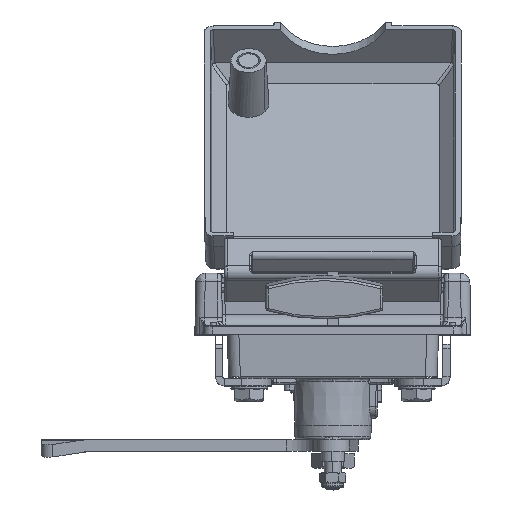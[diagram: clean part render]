
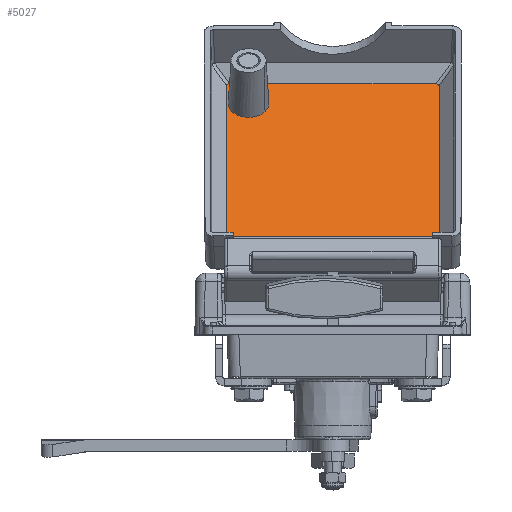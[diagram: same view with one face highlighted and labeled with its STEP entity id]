
A CAD part, top view. The second image highlights one B-rep face of the part: STEP entity #5027.
In plain terms, the highlighted planar face has unit normal (0, 0.733, 0.681).
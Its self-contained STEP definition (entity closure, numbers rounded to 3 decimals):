
#812 = CARTESIAN_POINT ( 'NONE',  ( -40.771, 70.267, -186.174 ) ) ;
#1373 = CARTESIAN_POINT ( 'NONE',  ( -38.872, 66.625, -182.253 ) ) ;
#1966 = VERTEX_POINT ( 'NONE', #10626 ) ;
#2076 = VECTOR ( 'NONE', #11719, 1000. ) ;
#2707 = VERTEX_POINT ( 'NONE', #41679 ) ;
#2823 = EDGE_CURVE ( 'NONE', #33181, #29305, #25121, .T. ) ;
#4774 = VERTEX_POINT ( 'NONE', #6426 ) ;
#4790 = CARTESIAN_POINT ( 'NONE',  ( -40.771, 69.84, -185.714 ) ) ;
#4981 = CARTESIAN_POINT ( 'NONE',  ( 32.036, 8.959, -120.173 ) ) ;
#5027 = ADVANCED_FACE ( 'NONE', ( #25278, #5097 ), #38658, .F. ) ;
#5097 = FACE_OUTER_BOUND ( 'NONE', #33547, .T. ) ;
#5665 = CARTESIAN_POINT ( 'NONE',  ( -40.771, 9.386, -120.633 ) ) ;
#6426 = CARTESIAN_POINT ( 'NONE',  ( -39.781, 70.514, -186.439 ) ) ;
#6453 = DIRECTION ( 'NONE',  ( 1., 0., 0. ) ) ;
#7108 = CARTESIAN_POINT ( 'NONE',  ( -48.368, 70.514, -186.439 ) ) ;
#7352 = ORIENTED_EDGE ( 'NONE', *, *, #20222, .F. ) ;
#7428 = CARTESIAN_POINT ( 'NONE',  ( -39.781, 70.514, -186.439 ) ) ;
#7442 = ORIENTED_EDGE ( 'NONE', *, *, #9531, .F. ) ;
#7625 = CARTESIAN_POINT ( 'NONE',  ( 32.036, 9.386, -120.633 ) ) ;
#7700 = EDGE_LOOP ( 'NONE', ( #23816, #7442 ) ) ;
#8061 = CARTESIAN_POINT ( 'NONE',  ( -40.771, 3.543, -114.342 ) ) ;
#8240 = VECTOR ( 'NONE', #27805, 1000. ) ;
#8505 = CARTESIAN_POINT ( 'NONE',  ( -48.368, 8.713, -119.907 ) ) ;
#9113 = CARTESIAN_POINT ( 'NONE',  ( -33.24, 63.796, -179.208 ) ) ;
#9156 = ORIENTED_EDGE ( 'NONE', *, *, #20026, .T. ) ;
#9507 =( BOUNDED_CURVE ( )  B_SPLINE_CURVE ( 3, ( #7428, #27163, #812, #34612 ),
 .UNSPECIFIED., .F., .T. ) 
 B_SPLINE_CURVE_WITH_KNOTS ( ( 4, 4 ),
 ( 2.618, 3.665 ),
 .UNSPECIFIED. ) 
 CURVE ( )  GEOMETRIC_REPRESENTATION_ITEM ( )  RATIONAL_B_SPLINE_CURVE ( ( 1., 0.911, 0.911, 1. ) ) 
 REPRESENTATION_ITEM ( '' )  );
#9531 = EDGE_CURVE ( 'NONE', #14366, #31245, #25197, .T. ) ;
#9608 = ORIENTED_EDGE ( 'NONE', *, *, #9709, .F. ) ;
#9709 = EDGE_CURVE ( 'NONE', #2707, #40140, #31674, .T. ) ;
#10626 = CARTESIAN_POINT ( 'NONE',  ( 31.046, 8.713, -119.907 ) ) ;
#11649 = ORIENTED_EDGE ( 'NONE', *, *, #30364, .T. ) ;
#11719 = DIRECTION ( 'NONE',  ( 0., -0.681, 0.733 ) ) ;
#12467 = CARTESIAN_POINT ( 'NONE',  ( -40.771, 8.959, -120.173 ) ) ;
#12662 = AXIS2_PLACEMENT_3D ( 'NONE', #40261, #36965, #23365 ) ;
#12985 = AXIS2_PLACEMENT_3D ( 'NONE', #18908, #39293, #15391 ) ;
#13456 = LINE ( 'NONE', #7108, #20505 ) ;
#14366 = VERTEX_POINT ( 'NONE', #1373 ) ;
#14605 = LINE ( 'NONE', #8061, #8240 ) ;
#14767 = EDGE_CURVE ( 'NONE', #31245, #14366, #29491, .T. ) ;
#15213 = CARTESIAN_POINT ( 'NONE',  ( 32.036, 3.543, -114.342 ) ) ;
#15391 = DIRECTION ( 'NONE',  ( 1., 0., 0. ) ) ;
#16173 = CARTESIAN_POINT ( 'NONE',  ( -39.781, 8.713, -119.907 ) ) ;
#16736 = AXIS2_PLACEMENT_3D ( 'NONE', #9113, #33229, #29947 ) ;
#17696 =( BOUNDED_CURVE ( )  B_SPLINE_CURVE ( 3, ( #36860, #36418, #40581, #33357 ),
 .UNSPECIFIED., .F., .T. ) 
 B_SPLINE_CURVE_WITH_KNOTS ( ( 4, 4 ),
 ( 2.618, 3.665 ),
 .UNSPECIFIED. ) 
 CURVE ( )  GEOMETRIC_REPRESENTATION_ITEM ( )  RATIONAL_B_SPLINE_CURVE ( ( 1., 0.911, 0.911, 1. ) ) 
 REPRESENTATION_ITEM ( '' )  );
#18908 = CARTESIAN_POINT ( 'NONE',  ( -48.368, 3.543, -114.342 ) ) ;
#19142 = EDGE_CURVE ( 'NONE', #1966, #40140, #35002, .T. ) ;
#20026 = EDGE_CURVE ( 'NONE', #4774, #37444, #9507, .T. ) ;
#20222 = EDGE_CURVE ( 'NONE', #1966, #29305, #28485, .T. ) ;
#20505 = VECTOR ( 'NONE', #6453, 1000. ) ;
#20743 = CARTESIAN_POINT ( 'NONE',  ( -39.781, 8.713, -119.907 ) ) ;
#23365 = DIRECTION ( 'NONE',  ( -1., 0., 0. ) ) ;
#23816 = ORIENTED_EDGE ( 'NONE', *, *, #14767, .F. ) ;
#25121 =( BOUNDED_CURVE ( )  B_SPLINE_CURVE ( 3, ( #5665, #12467, #32860, #16173 ),
 .UNSPECIFIED., .F., .T. ) 
 B_SPLINE_CURVE_WITH_KNOTS ( ( 4, 4 ),
 ( 2.618, 3.665 ),
 .UNSPECIFIED. ) 
 CURVE ( )  GEOMETRIC_REPRESENTATION_ITEM ( )  RATIONAL_B_SPLINE_CURVE ( ( 1., 0.911, 0.911, 1. ) ) 
 REPRESENTATION_ITEM ( '' )  );
#25197 = CIRCLE ( 'NONE', #16736, 7. ) ;
#25278 = FACE_BOUND ( 'NONE', #7700, .T. ) ;
#26010 = EDGE_CURVE ( 'NONE', #4774, #40186, #13456, .T. ) ;
#26596 = ORIENTED_EDGE ( 'NONE', *, *, #26010, .F. ) ;
#27163 = CARTESIAN_POINT ( 'NONE',  ( -40.409, 70.514, -186.439 ) ) ;
#27805 = DIRECTION ( 'NONE',  ( 0., 0.681, -0.733 ) ) ;
#28475 = CARTESIAN_POINT ( 'NONE',  ( 31.673, 8.713, -119.907 ) ) ;
#28485 = LINE ( 'NONE', #8505, #35697 ) ;
#29305 = VERTEX_POINT ( 'NONE', #20743 ) ;
#29491 = CIRCLE ( 'NONE', #12662, 7. ) ;
#29947 = DIRECTION ( 'NONE',  ( -1., 0., 0. ) ) ;
#30364 = EDGE_CURVE ( 'NONE', #2707, #40186, #17696, .T. ) ;
#31055 = CARTESIAN_POINT ( 'NONE',  ( -27.608, 60.967, -176.162 ) ) ;
#31245 = VERTEX_POINT ( 'NONE', #31055 ) ;
#31674 = LINE ( 'NONE', #15213, #2076 ) ;
#32860 = CARTESIAN_POINT ( 'NONE',  ( -40.409, 8.713, -119.907 ) ) ;
#33181 = VERTEX_POINT ( 'NONE', #36324 ) ;
#33229 = DIRECTION ( 'NONE',  ( 0., 0.733, 0.681 ) ) ;
#33357 = CARTESIAN_POINT ( 'NONE',  ( 31.046, 70.514, -186.439 ) ) ;
#33547 = EDGE_LOOP ( 'NONE', ( #9608, #11649, #26596, #9156, #33859, #36064, #7352, #39013 ) ) ;
#33859 = ORIENTED_EDGE ( 'NONE', *, *, #38678, .F. ) ;
#34612 = CARTESIAN_POINT ( 'NONE',  ( -40.771, 69.84, -185.714 ) ) ;
#35002 =( BOUNDED_CURVE ( )  B_SPLINE_CURVE ( 3, ( #35029, #28475, #4981, #38972 ),
 .UNSPECIFIED., .F., .F. ) 
 B_SPLINE_CURVE_WITH_KNOTS ( ( 4, 4 ),
 ( 2.618, 3.665 ),
 .UNSPECIFIED. ) 
 CURVE ( )  GEOMETRIC_REPRESENTATION_ITEM ( )  RATIONAL_B_SPLINE_CURVE ( ( 1., 0.911, 0.911, 1. ) ) 
 REPRESENTATION_ITEM ( '' )  );
#35029 = CARTESIAN_POINT ( 'NONE',  ( 31.046, 8.713, -119.907 ) ) ;
#35667 = DIRECTION ( 'NONE',  ( -1., 0., 0. ) ) ;
#35697 = VECTOR ( 'NONE', #35667, 1000. ) ;
#36064 = ORIENTED_EDGE ( 'NONE', *, *, #2823, .T. ) ;
#36324 = CARTESIAN_POINT ( 'NONE',  ( -40.771, 9.386, -120.633 ) ) ;
#36418 = CARTESIAN_POINT ( 'NONE',  ( 32.036, 70.267, -186.174 ) ) ;
#36860 = CARTESIAN_POINT ( 'NONE',  ( 32.036, 69.84, -185.714 ) ) ;
#36965 = DIRECTION ( 'NONE',  ( 0., 0.733, 0.681 ) ) ;
#37444 = VERTEX_POINT ( 'NONE', #4790 ) ;
#37668 = CARTESIAN_POINT ( 'NONE',  ( 31.046, 70.514, -186.439 ) ) ;
#38658 = PLANE ( 'NONE',  #12985 ) ;
#38678 = EDGE_CURVE ( 'NONE', #33181, #37444, #14605, .T. ) ;
#38972 = CARTESIAN_POINT ( 'NONE',  ( 32.036, 9.386, -120.633 ) ) ;
#39013 = ORIENTED_EDGE ( 'NONE', *, *, #19142, .T. ) ;
#39293 = DIRECTION ( 'NONE',  ( 0., -0.733, -0.681 ) ) ;
#40140 = VERTEX_POINT ( 'NONE', #7625 ) ;
#40186 = VERTEX_POINT ( 'NONE', #37668 ) ;
#40261 = CARTESIAN_POINT ( 'NONE',  ( -33.24, 63.796, -179.208 ) ) ;
#40581 = CARTESIAN_POINT ( 'NONE',  ( 31.673, 70.514, -186.439 ) ) ;
#41679 = CARTESIAN_POINT ( 'NONE',  ( 32.036, 69.84, -185.714 ) ) ;
